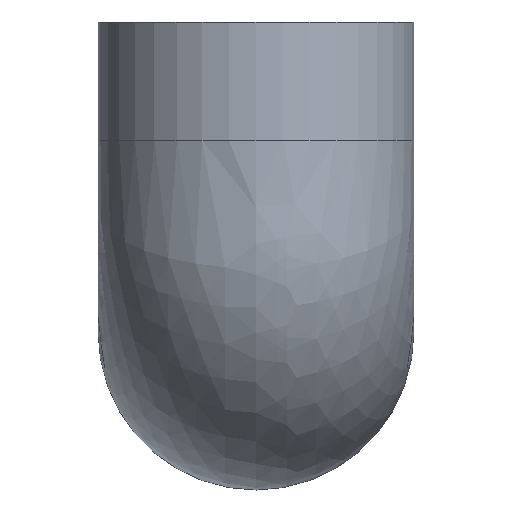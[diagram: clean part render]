
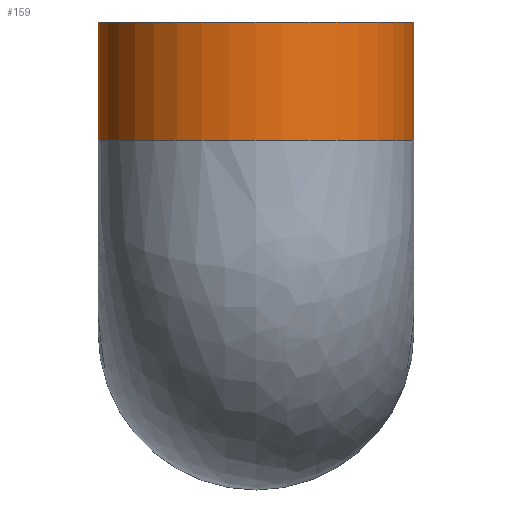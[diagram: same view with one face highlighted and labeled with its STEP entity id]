
A CAD part, top view. The second image highlights one B-rep face of the part: STEP entity #159.
In plain terms, the highlighted cylindrical face has radius 14.3 mm (diameter 28.6 mm), a full revolution.
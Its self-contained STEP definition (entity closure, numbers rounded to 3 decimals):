
#29=FACE_BOUND($,#52,.T.);
#39=FACE_OUTER_BOUND($,#51,.T.);
#51=EDGE_LOOP($,(#137,#138,#139));
#52=EDGE_LOOP($,(#140));
#70=CIRCLE($,#181,14.3);
#71=CIRCLE($,#182,14.3);
#72=CIRCLE($,#183,14.3);
#73=CIRCLE($,#185,14.3);
#87=VERTEX_POINT($,#1766);
#88=VERTEX_POINT($,#1778);
#89=VERTEX_POINT($,#1780);
#90=VERTEX_POINT($,#1784);
#106=EDGE_CURVE($,#88,#87,#70,.T.);
#107=EDGE_CURVE($,#89,#88,#71,.T.);
#108=EDGE_CURVE($,#87,#89,#72,.T.);
#109=EDGE_CURVE($,#90,#90,#73,.T.);
#137=ORIENTED_EDGE($,*,*,#107,.T.);
#138=ORIENTED_EDGE($,*,*,#106,.T.);
#139=ORIENTED_EDGE($,*,*,#108,.T.);
#140=ORIENTED_EDGE($,*,*,#109,.T.);
#151=CYLINDRICAL_SURFACE($,#184,14.3);
#159=ADVANCED_FACE($,(#39,#29),#151,.T.);
#181=AXIS2_PLACEMENT_3D($,#1779,#222,#223);
#182=AXIS2_PLACEMENT_3D($,#1781,#224,#225);
#183=AXIS2_PLACEMENT_3D($,#1782,#226,#227);
#184=AXIS2_PLACEMENT_3D($,#1783,#228,#229);
#185=AXIS2_PLACEMENT_3D($,#1785,#230,#231);
#222=DIRECTION('center_axis',(0.,1.,0.));
#223=DIRECTION('ref_axis',(-1.,0.,0.));
#224=DIRECTION('center_axis',(0.,1.,0.));
#225=DIRECTION('ref_axis',(-1.,0.,0.));
#226=DIRECTION('center_axis',(0.,1.,0.));
#227=DIRECTION('ref_axis',(-1.,0.,0.));
#228=DIRECTION('center_axis',(0.,1.,0.));
#229=DIRECTION('ref_axis',(-1.,0.,0.));
#230=DIRECTION('center_axis',(0.,-1.,0.));
#231=DIRECTION('ref_axis',(-1.,0.,0.));
#1766=CARTESIAN_POINT('',(0.,17.3,42.3));
#1778=CARTESIAN_POINT('',(-14.3,17.3,28.));
#1779=CARTESIAN_POINT('Origin',(0.,17.3,28.));
#1780=CARTESIAN_POINT('',(14.3,17.3,28.));
#1781=CARTESIAN_POINT('Origin',(0.,17.3,28.));
#1782=CARTESIAN_POINT('Origin',(0.,17.3,28.));
#1783=CARTESIAN_POINT('Origin',(0.,28.,28.));
#1784=CARTESIAN_POINT('',(14.3,28.,28.));
#1785=CARTESIAN_POINT('Origin',(0.,28.,28.));
